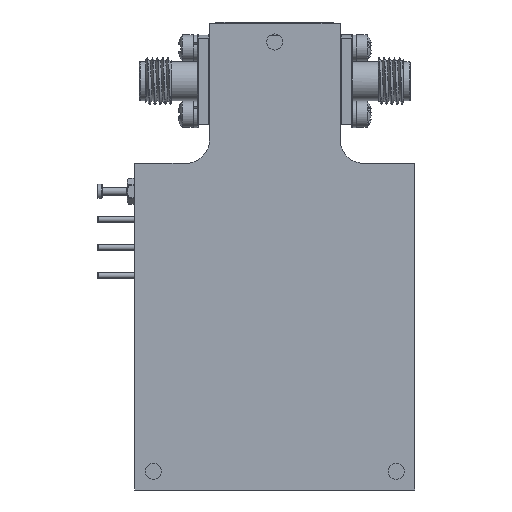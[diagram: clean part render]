
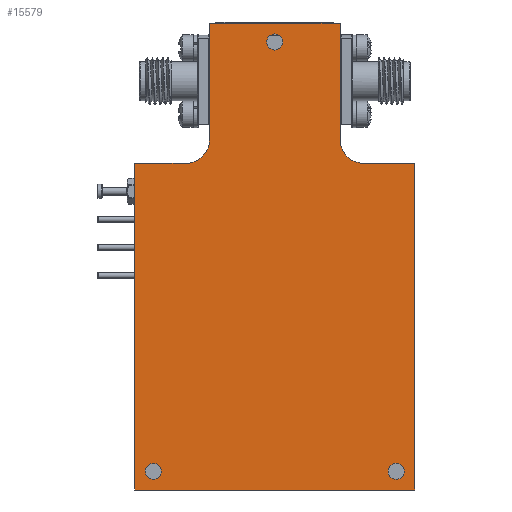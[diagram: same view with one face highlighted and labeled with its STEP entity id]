
A CAD part, front view. The second image highlights one B-rep face of the part: STEP entity #15579.
In plain terms, the highlighted planar face has unit normal (0, -1, 0).
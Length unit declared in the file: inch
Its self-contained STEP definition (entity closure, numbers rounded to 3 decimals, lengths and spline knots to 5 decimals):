
#320 = CARTESIAN_POINT ( 'NONE',  ( -0.4, 0., -2.5 ) ) ;
#364 = DIRECTION ( 'NONE',  ( 0., 1., 0. ) ) ;
#588 = DIRECTION ( 'NONE',  ( 0., 0., 1. ) ) ;
#947 = DIRECTION ( 'NONE',  ( 0., 0., -1. ) ) ;
#1670 = EDGE_CURVE ( 'NONE', #41433, #40513, #47361, .T. ) ;
#1755 = VECTOR ( 'NONE', #947, 39.37008 ) ;
#1784 = ORIENTED_EDGE ( 'NONE', *, *, #41530, .F. ) ;
#1953 = ORIENTED_EDGE ( 'NONE', *, *, #23242, .T. ) ;
#2373 = DIRECTION ( 'NONE',  ( 1., 0., 0. ) ) ;
#2553 = EDGE_LOOP ( 'NONE', ( #3000, #21629, #20054, #28490, #33060, #22733, #1953, #24882, #4278, #19327 ) ) ;
#2604 = CARTESIAN_POINT ( 'NONE',  ( 0., 0., -0.625 ) ) ;
#3000 = ORIENTED_EDGE ( 'NONE', *, *, #14020, .F. ) ;
#3560 = EDGE_CURVE ( 'NONE', #14801, #37801, #23887, .T. ) ;
#3841 = AXIS2_PLACEMENT_3D ( 'NONE', #41832, #40833, #38017 ) ;
#4278 = ORIENTED_EDGE ( 'NONE', *, *, #8382, .F. ) ;
#4404 = DIRECTION ( 'NONE',  ( 0., 1., 0. ) ) ;
#4415 = VERTEX_POINT ( 'NONE', #22166 ) ;
#4551 = DIRECTION ( 'NONE',  ( 0., 1., 0. ) ) ;
#4722 = CARTESIAN_POINT ( 'NONE',  ( 1., 0., -2.443 ) ) ;
#5411 = DIRECTION ( 'NONE',  ( 0., 0., -1. ) ) ;
#8246 = AXIS2_PLACEMENT_3D ( 'NONE', #39658, #44001, #12035 ) ;
#8382 = EDGE_CURVE ( 'NONE', #40513, #22666, #17465, .T. ) ;
#9593 = EDGE_LOOP ( 'NONE', ( #16768 ) ) ;
#10145 = LINE ( 'NONE', #33172, #18831 ) ;
#10249 = CARTESIAN_POINT ( 'NONE',  ( -0.3, 0., -2.443 ) ) ;
#10377 = VERTEX_POINT ( 'NONE', #41313 ) ;
#10843 = EDGE_LOOP ( 'NONE', ( #20168 ) ) ;
#12035 = DIRECTION ( 'NONE',  ( 0., 0., -1. ) ) ;
#14020 = EDGE_CURVE ( 'NONE', #32456, #41433, #26722, .T. ) ;
#14236 = CIRCLE ( 'NONE', #48241, 0.043 ) ;
#14801 = VERTEX_POINT ( 'NONE', #47314 ) ;
#15210 = CARTESIAN_POINT ( 'NONE',  ( 0.825, 0., -0.625 ) ) ;
#15481 = CIRCLE ( 'NONE', #8246, 0.043 ) ;
#15579 = ADVANCED_FACE ( 'NONE', ( #23775, #43103, #24264, #31646 ), #31386, .F. ) ;
#16113 = CARTESIAN_POINT ( 'NONE',  ( 1.1, 0., -2.5 ) ) ;
#16697 = CARTESIAN_POINT ( 'NONE',  ( -0.125, 0., -0.625 ) ) ;
#16768 = ORIENTED_EDGE ( 'NONE', *, *, #28858, .F. ) ;
#17465 = LINE ( 'NONE', #29593, #39441 ) ;
#17865 = VECTOR ( 'NONE', #32779, 39.37008 ) ;
#18831 = VECTOR ( 'NONE', #2373, 39.37008 ) ;
#19327 = ORIENTED_EDGE ( 'NONE', *, *, #1670, .F. ) ;
#19521 = CARTESIAN_POINT ( 'NONE',  ( 1.1, 0., -0.75 ) ) ;
#20054 = ORIENTED_EDGE ( 'NONE', *, *, #29081, .T. ) ;
#20101 = CARTESIAN_POINT ( 'NONE',  ( 0.7, 0., 0. ) ) ;
#20168 = ORIENTED_EDGE ( 'NONE', *, *, #22681, .F. ) ;
#20648 = DIRECTION ( 'NONE',  ( 0., 0., 1. ) ) ;
#21578 = CARTESIAN_POINT ( 'NONE',  ( 0.825, 0., -0.75 ) ) ;
#21589 = CIRCLE ( 'NONE', #3841, 0.043 ) ;
#21629 = ORIENTED_EDGE ( 'NONE', *, *, #29541, .F. ) ;
#22166 = CARTESIAN_POINT ( 'NONE',  ( -0.125, 0., -0.75 ) ) ;
#22666 = VERTEX_POINT ( 'NONE', #24792 ) ;
#22681 = EDGE_CURVE ( 'NONE', #41175, #41175, #14236, .T. ) ;
#22733 = ORIENTED_EDGE ( 'NONE', *, *, #34057, .F. ) ;
#23242 = EDGE_CURVE ( 'NONE', #45945, #4415, #32908, .T. ) ;
#23640 = VERTEX_POINT ( 'NONE', #4722 ) ;
#23775 = FACE_BOUND ( 'NONE', #9593, .T. ) ;
#23887 = LINE ( 'NONE', #20101, #1755 ) ;
#24264 = FACE_BOUND ( 'NONE', #43111, .T. ) ;
#24598 = CARTESIAN_POINT ( 'NONE',  ( 0.7, 0., -0.625 ) ) ;
#24781 = AXIS2_PLACEMENT_3D ( 'NONE', #31809, #4551, #39677 ) ;
#24792 = CARTESIAN_POINT ( 'NONE',  ( -0.4, 0., -0.75 ) ) ;
#24882 = ORIENTED_EDGE ( 'NONE', *, *, #27021, .F. ) ;
#26722 = LINE ( 'NONE', #38399, #17865 ) ;
#26847 = DIRECTION ( 'NONE',  ( 0., 0., 1. ) ) ;
#27021 = EDGE_CURVE ( 'NONE', #22666, #4415, #10145, .T. ) ;
#27234 = VECTOR ( 'NONE', #36673, 39.37008 ) ;
#27575 = DIRECTION ( 'NONE',  ( -1., 0., 0. ) ) ;
#28322 = CARTESIAN_POINT ( 'NONE',  ( 1.1, 0., -2.5 ) ) ;
#28370 = LINE ( 'NONE', #36480, #39633 ) ;
#28490 = ORIENTED_EDGE ( 'NONE', *, *, #3560, .F. ) ;
#28858 = EDGE_CURVE ( 'NONE', #23640, #23640, #21589, .T. ) ;
#28983 = VECTOR ( 'NONE', #27575, 39.37008 ) ;
#29081 = EDGE_CURVE ( 'NONE', #44707, #37801, #32888, .T. ) ;
#29541 = EDGE_CURVE ( 'NONE', #44707, #32456, #41484, .T. ) ;
#29593 = CARTESIAN_POINT ( 'NONE',  ( -0.4, 0., -2.5 ) ) ;
#31386 = PLANE ( 'NONE',  #43027 ) ;
#31646 = FACE_OUTER_BOUND ( 'NONE', #2553, .T. ) ;
#31809 = CARTESIAN_POINT ( 'NONE',  ( -0.125, 0., -0.625 ) ) ;
#32032 = CARTESIAN_POINT ( 'NONE',  ( 0., 0., -0.625 ) ) ;
#32456 = VERTEX_POINT ( 'NONE', #19521 ) ;
#32779 = DIRECTION ( 'NONE',  ( 0., 0., -1. ) ) ;
#32827 = CARTESIAN_POINT ( 'NONE',  ( 0.825, 0., -0.75 ) ) ;
#32888 = CIRCLE ( 'NONE', #49094, 0.125 ) ;
#32908 = CIRCLE ( 'NONE', #24781, 0.125 ) ;
#33060 = ORIENTED_EDGE ( 'NONE', *, *, #49173, .F. ) ;
#33172 = CARTESIAN_POINT ( 'NONE',  ( -0.4, 0., -0.75 ) ) ;
#34057 = EDGE_CURVE ( 'NONE', #45945, #35149, #48030, .T. ) ;
#35149 = VERTEX_POINT ( 'NONE', #47203 ) ;
#36480 = CARTESIAN_POINT ( 'NONE',  ( 0., 0., 0. ) ) ;
#36673 = DIRECTION ( 'NONE',  ( 1., 0., 0. ) ) ;
#37801 = VERTEX_POINT ( 'NONE', #24598 ) ;
#38017 = DIRECTION ( 'NONE',  ( 0., 0., -1. ) ) ;
#38399 = CARTESIAN_POINT ( 'NONE',  ( 1.1, 0., -0.75 ) ) ;
#39441 = VECTOR ( 'NONE', #46369, 39.37008 ) ;
#39633 = VECTOR ( 'NONE', #40032, 39.37008 ) ;
#39658 = CARTESIAN_POINT ( 'NONE',  ( 0.35, 0., -0.1 ) ) ;
#39677 = DIRECTION ( 'NONE',  ( 0., 0., 1. ) ) ;
#40032 = DIRECTION ( 'NONE',  ( 1., 0., 0. ) ) ;
#40513 = VERTEX_POINT ( 'NONE', #320 ) ;
#40833 = DIRECTION ( 'NONE',  ( 0., -1., 0. ) ) ;
#41175 = VERTEX_POINT ( 'NONE', #10249 ) ;
#41313 = CARTESIAN_POINT ( 'NONE',  ( 0.35, 0., -0.143 ) ) ;
#41433 = VERTEX_POINT ( 'NONE', #16113 ) ;
#41484 = LINE ( 'NONE', #32827, #27234 ) ;
#41530 = EDGE_CURVE ( 'NONE', #10377, #10377, #15481, .T. ) ;
#41832 = CARTESIAN_POINT ( 'NONE',  ( 1., 0., -2.4 ) ) ;
#42072 = VECTOR ( 'NONE', #20648, 39.37008 ) ;
#43027 = AXIS2_PLACEMENT_3D ( 'NONE', #16697, #4404, #588 ) ;
#43103 = FACE_BOUND ( 'NONE', #10843, .T. ) ;
#43111 = EDGE_LOOP ( 'NONE', ( #1784 ) ) ;
#44001 = DIRECTION ( 'NONE',  ( 0., -1., 0. ) ) ;
#44707 = VERTEX_POINT ( 'NONE', #21578 ) ;
#45945 = VERTEX_POINT ( 'NONE', #2604 ) ;
#46369 = DIRECTION ( 'NONE',  ( 0., 0., 1. ) ) ;
#47203 = CARTESIAN_POINT ( 'NONE',  ( 0., 0., 0. ) ) ;
#47314 = CARTESIAN_POINT ( 'NONE',  ( 0.7, 0., 0. ) ) ;
#47361 = LINE ( 'NONE', #28322, #28983 ) ;
#47416 = DIRECTION ( 'NONE',  ( 0., -1., 0. ) ) ;
#48030 = LINE ( 'NONE', #32032, #42072 ) ;
#48161 = CARTESIAN_POINT ( 'NONE',  ( -0.3, 0., -2.4 ) ) ;
#48241 = AXIS2_PLACEMENT_3D ( 'NONE', #48161, #47416, #5411 ) ;
#49094 = AXIS2_PLACEMENT_3D ( 'NONE', #15210, #364, #26847 ) ;
#49173 = EDGE_CURVE ( 'NONE', #35149, #14801, #28370, .T. ) ;
